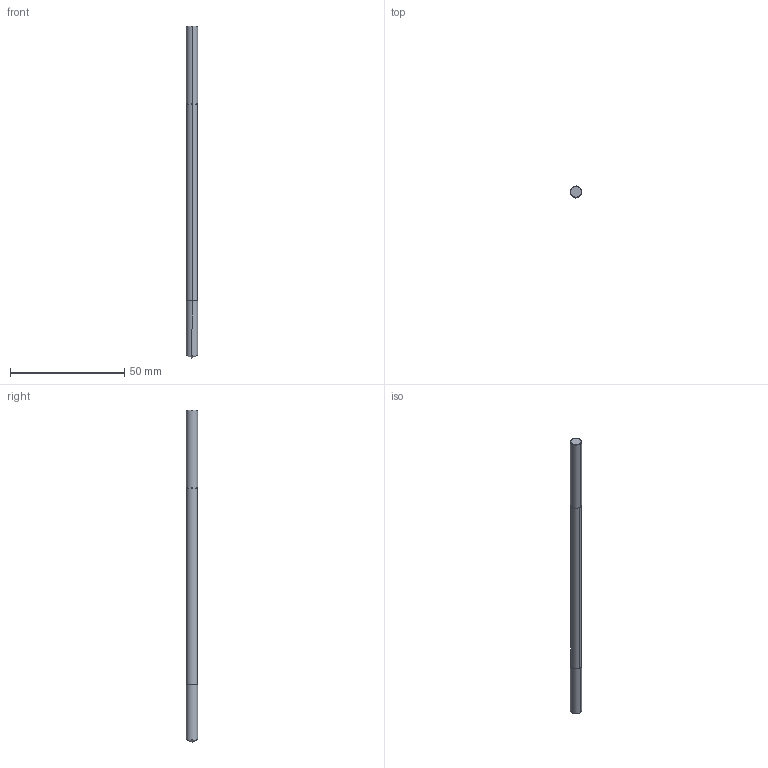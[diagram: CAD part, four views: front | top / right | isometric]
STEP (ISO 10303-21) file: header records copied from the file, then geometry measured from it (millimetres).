
FILE_DESCRIPTION((''),'2;1');
FILE_NAME('607485191-000-00-E43','2020-11-09T14:55:04',('SteckerB'),(''),'CREO PARAMETRIC BY PTC INC, 2019030','CREO PARAMETRIC BY PTC INC, 2019030','');
FILE_SCHEMA(('AP242_MANAGED_MODEL_BASED_3D_ENGINEERING_MIM_LF { 1 0 10303 442 1 1 4 }'));
Length unit declared in the file: millimetre
Products named in the file (1): 607485191-000-00-E43
Bounding box: 5 x 5 x 145 mm (x, y, z)
Volume: 2701.1 mm3; surface area: 2247.7 mm2
Topology: 1 solids, 1 shells, 15 faces, 557 edges, 1025 vertices
Faces by surface type: cone 8, cylinder 6, plane 1
Entity records: 3691 total; most frequent: CARTESIAN_POINT 1824, B_SPLINE_CURVE_WITH_KNOTS 378, DIRECTION 275, TRIMMED_CURVE 149, VECTOR 117, LINE 117, PRESENTATION_STYLE_ASSIGNMENT 82, AXIS2_PLACEMENT_3D 79
